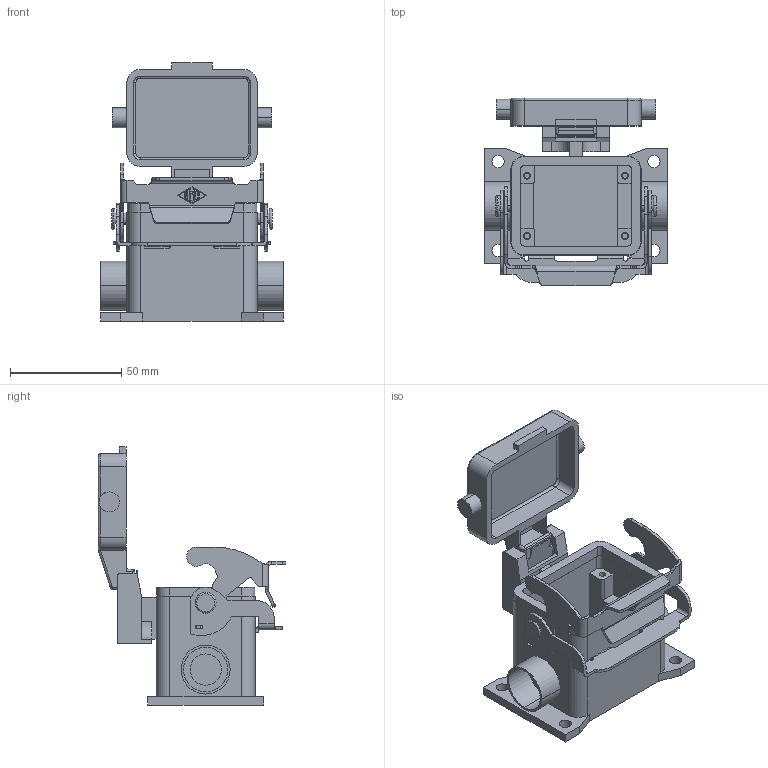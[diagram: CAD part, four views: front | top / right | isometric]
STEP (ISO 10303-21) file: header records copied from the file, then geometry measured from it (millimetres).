
FILE_DESCRIPTION(('Creo Elements/Direct Modeling STEP Export'),'2;1');
FILE_NAME('0ln7uvk4a57uk0q4308','2017-04-10T15:58:32',(''),(''),'PTC Creo Elements/Direct Modeling STEP processor for AP214 (Solid Model)','PTC Creo Elements/Direct Modeling 19.0E 27-Jun-2016 (C) Parametric Technology GmbH','');
FILE_SCHEMA(('AUTOMOTIVE_DESIGN { 1 0 10303 214 1 1 1 1 }'));
Length unit declared in the file: millimetre
Products named in the file (1): M7P_06_LS20
Bounding box: 82 x 84.23 x 116 mm (x, y, z)
Volume: 91302.3 mm3; surface area: 55265.7 mm2
Topology: 1 solids, 1 shells, 542 faces, 1448 edges, 944 vertices
Faces by surface type: plane 279, cylinder 223, torus 18, bspline 14, cone 6, sphere 2
Entity records: 23789 total; most frequent: CARTESIAN_POINT 5931, ORIENTED_EDGE 2884, DIRECTION 2763, EDGE_CURVE 1440, VERTEX_POINT 944, AXIS2_PLACEMENT_3D 926, VECTOR 911, LINE 911
